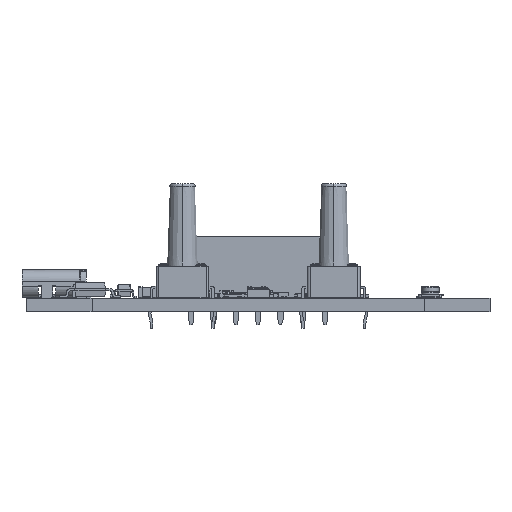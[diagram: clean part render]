
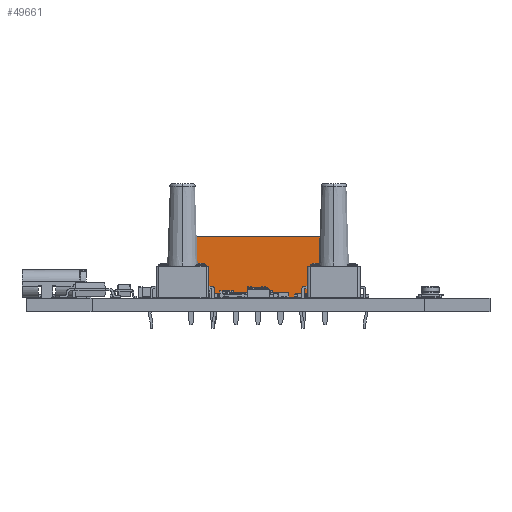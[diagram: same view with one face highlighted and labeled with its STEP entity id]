
A CAD part, front view. The second image highlights one B-rep face of the part: STEP entity #49661.
In plain terms, the highlighted face is planar.
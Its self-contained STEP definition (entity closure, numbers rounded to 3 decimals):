
#49661 = ADVANCED_FACE('',(#49662),#49696,.F.);
#49662 = FACE_BOUND('',#49663,.F.);
#49663 = EDGE_LOOP('',(#49664,#49674,#49682,#49690));
#49664 = ORIENTED_EDGE('',*,*,#49665,.T.);
#49665 = EDGE_CURVE('',#49666,#49668,#49670,.T.);
#49666 = VERTEX_POINT('',#49667);
#49667 = CARTESIAN_POINT('',(1.27,-16.51,0.));
#49668 = VERTEX_POINT('',#49669);
#49669 = CARTESIAN_POINT('',(1.27,-16.51,7.));
#49670 = LINE('',#49671,#49672);
#49671 = CARTESIAN_POINT('',(1.27,-16.51,0.));
#49672 = VECTOR('',#49673,1.);
#49673 = DIRECTION('',(0.,0.,1.));
#49674 = ORIENTED_EDGE('',*,*,#49675,.T.);
#49675 = EDGE_CURVE('',#49668,#49676,#49678,.T.);
#49676 = VERTEX_POINT('',#49677);
#49677 = CARTESIAN_POINT('',(1.27,1.27,7.));
#49678 = LINE('',#49679,#49680);
#49679 = CARTESIAN_POINT('',(1.27,-16.51,7.));
#49680 = VECTOR('',#49681,1.);
#49681 = DIRECTION('',(0.,1.,0.));
#49682 = ORIENTED_EDGE('',*,*,#49683,.F.);
#49683 = EDGE_CURVE('',#49684,#49676,#49686,.T.);
#49684 = VERTEX_POINT('',#49685);
#49685 = CARTESIAN_POINT('',(1.27,1.27,0.));
#49686 = LINE('',#49687,#49688);
#49687 = CARTESIAN_POINT('',(1.27,1.27,0.));
#49688 = VECTOR('',#49689,1.);
#49689 = DIRECTION('',(0.,0.,1.));
#49690 = ORIENTED_EDGE('',*,*,#49691,.F.);
#49691 = EDGE_CURVE('',#49666,#49684,#49692,.T.);
#49692 = LINE('',#49693,#49694);
#49693 = CARTESIAN_POINT('',(1.27,-16.51,0.));
#49694 = VECTOR('',#49695,1.);
#49695 = DIRECTION('',(0.,1.,0.));
#49696 = PLANE('',#49697);
#49697 = AXIS2_PLACEMENT_3D('',#49698,#49699,#49700);
#49698 = CARTESIAN_POINT('',(1.27,-16.51,0.));
#49699 = DIRECTION('',(-1.,0.,0.));
#49700 = DIRECTION('',(0.,1.,0.));
